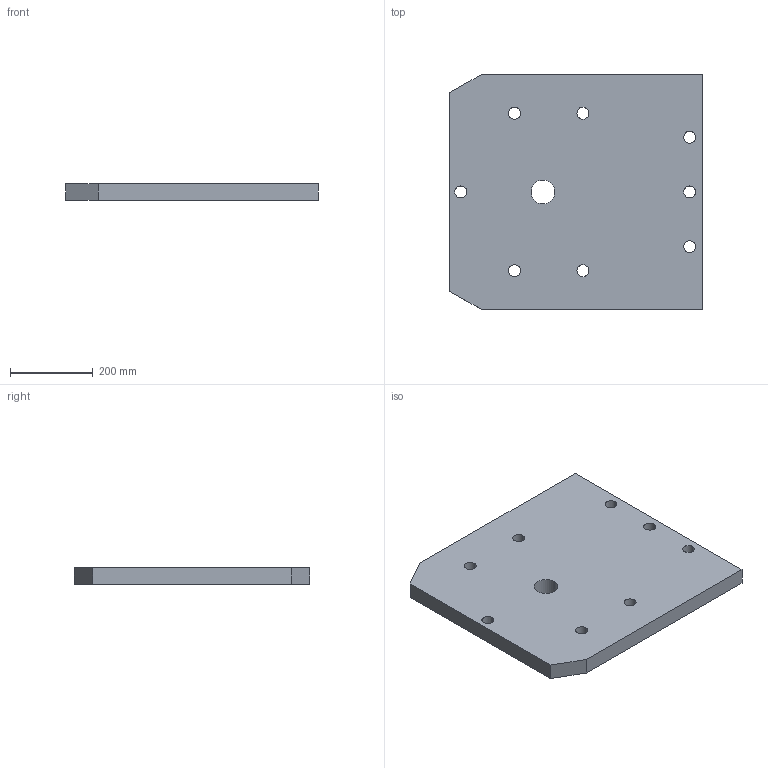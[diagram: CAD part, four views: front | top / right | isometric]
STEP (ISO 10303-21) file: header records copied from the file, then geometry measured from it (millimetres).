
FILE_DESCRIPTION (( 'STEP AP203' ), '1' );
FILE_NAME ('03-21-1310-ADM-Platform Wedge-0.stp_Default_sldprt.STEP', '2024-04-16T11:01:43', ( '' ), ( '' ), 'SwSTEP 2.0', 'SolidWorks 2023', '' );
FILE_SCHEMA (( 'CONFIG_CONTROL_DESIGN' ));
Length unit declared in the file: millimetre
Products named in the file (1): 03-21-1310-ADM-Platform Wedge-0.stp_Default_sldprt
Bounding box: 610 x 570 x 40 mm (x, y, z)
Volume: 13452860.6 mm3; surface area: 800767.8 mm2
Topology: 1 solids, 1 shells, 26 faces, 72 edges, 48 vertices
Faces by surface type: bspline 18, plane 8
Entity records: 1181 total; most frequent: CARTESIAN_POINT 471, ORIENTED_EDGE 144, DIRECTION 108, EDGE_CURVE 72, VERTEX_POINT 48, AXIS2_PLACEMENT_3D 45, EDGE_LOOP 44, CIRCLE 36
